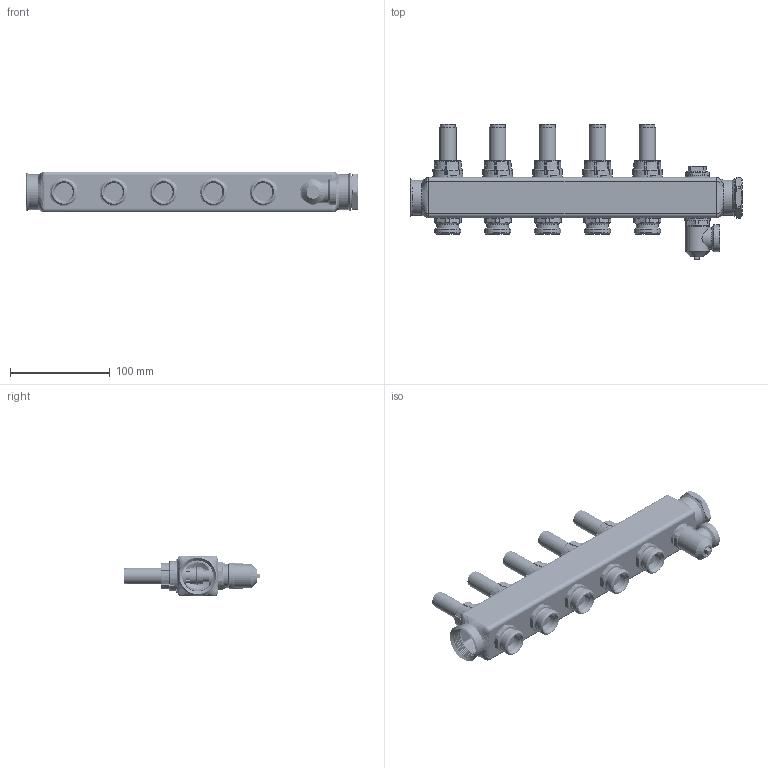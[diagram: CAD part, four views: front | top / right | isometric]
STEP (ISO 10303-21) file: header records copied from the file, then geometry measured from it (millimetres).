
FILE_DESCRIPTION((''),'2;1');
FILE_NAME('SSM_MANIFOLD_S_088U0755_3D_STEP_ASM','2021-08-18T10:44:52',('U240466'),('Danfoss'),'CREO PARAMETRIC BY PTC INC, 2020342','CREO PARAMETRIC BY PTC INC, 2020342','');
FILE_SCHEMA(('CONFIG_CONTROL_DESIGN'));
Products named in the file (11): FLOWMETERASSY_SW_1; BIV-JIETOU_1; SSM_MANIFOLD_5L_1; 088U7016_PROP_1; 088U7022_1; SSM_PLUG_ASM_1_ASM; 088U7086_1_1; 088U7086_1_2; 088U7086_1_ASM; 088U0755_ASM_1_ASM; SSM_MANIFOLD_S_088U0755_3D_STEP_ASM
Assembly tree (18 placements, depth 4):
  SSM_MANIFOLD_S_088U0755_3D_STEP_ASM
    088U0755_ASM_1_ASM
      FLOWMETERASSY_SW_1  x5
      BIV-JIETOU_1  x5
      SSM_MANIFOLD_5L_1
      SSM_PLUG_ASM_1_ASM
        088U7016_PROP_1
        088U7022_1
      088U7086_1_ASM
        088U7086_1_1
        088U7086_1_2
Bounding box: 332.8 x 136 x 41 mm (x, y, z)
Volume: 254186.4 mm3; surface area: 216849.9 mm2
Topology: 15 solids, 22 shells, 3278 faces, 9252 edges, 6075 vertices
Faces by surface type: plane 1144, cylinder 1014, cone 504, bspline 362, torus 252, sphere 2
Entity records: 89039 total; most frequent: CARTESIAN_POINT 57634, ORIENTED_EDGE 7076, DIRECTION 5797, EDGE_CURVE 3540, AXIS2_PLACEMENT_3D 2340, VERTEX_POINT 2299, EDGE_LOOP 1429, FACE_OUTER_BOUND 1306
